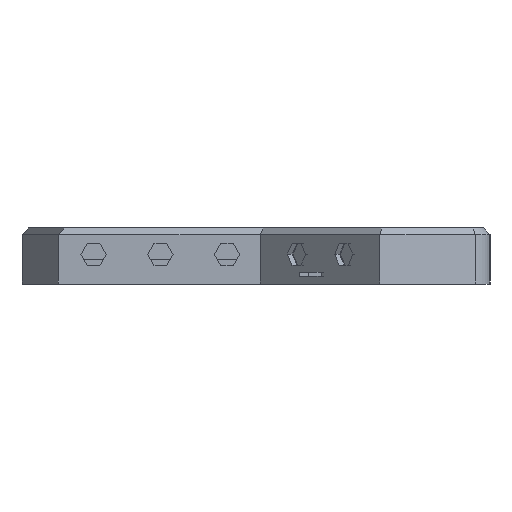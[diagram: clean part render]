
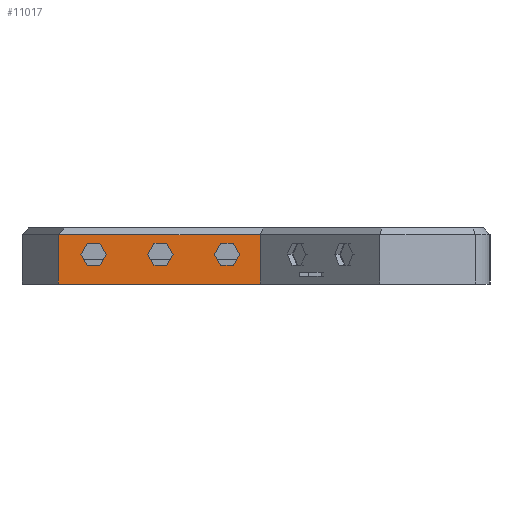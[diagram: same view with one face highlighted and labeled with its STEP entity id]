
A CAD part, left-side view. The second image highlights one B-rep face of the part: STEP entity #11017.
In plain terms, the highlighted planar face has unit normal (-1, 0, 0).
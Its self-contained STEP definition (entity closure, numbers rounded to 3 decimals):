
#83=FACE_BOUND('',#1314,.T.);
#84=FACE_BOUND('',#1315,.T.);
#85=FACE_BOUND('',#1316,.T.);
#681=FACE_OUTER_BOUND('',#1313,.T.);
#1313=EDGE_LOOP('',(#8878,#8879,#8880,#8881));
#1314=EDGE_LOOP('',(#8882,#8883,#8884,#8885,#8886,#8887));
#1315=EDGE_LOOP('',(#8888,#8889,#8890,#8891,#8892,#8893));
#1316=EDGE_LOOP('',(#8894,#8895,#8896,#8897,#8898,#8899));
#2419=LINE('',#16603,#3853);
#2456=LINE('',#16695,#3890);
#2457=LINE('',#16698,#3891);
#2458=LINE('',#16699,#3892);
#2459=LINE('',#16702,#3893);
#2460=LINE('',#16704,#3894);
#2461=LINE('',#16706,#3895);
#2462=LINE('',#16708,#3896);
#2463=LINE('',#16710,#3897);
#2464=LINE('',#16711,#3898);
#2465=LINE('',#16714,#3899);
#2466=LINE('',#16716,#3900);
#2467=LINE('',#16718,#3901);
#2468=LINE('',#16720,#3902);
#2469=LINE('',#16722,#3903);
#2470=LINE('',#16723,#3904);
#2471=LINE('',#16726,#3905);
#2472=LINE('',#16728,#3906);
#2473=LINE('',#16730,#3907);
#2474=LINE('',#16732,#3908);
#2475=LINE('',#16734,#3909);
#2476=LINE('',#16735,#3910);
#3853=VECTOR('',#13556,10.);
#3890=VECTOR('',#13661,10.);
#3891=VECTOR('',#13664,10.);
#3892=VECTOR('',#13665,10.);
#3893=VECTOR('',#13666,10.);
#3894=VECTOR('',#13667,10.);
#3895=VECTOR('',#13668,10.);
#3896=VECTOR('',#13669,10.);
#3897=VECTOR('',#13670,10.);
#3898=VECTOR('',#13671,10.);
#3899=VECTOR('',#13672,10.);
#3900=VECTOR('',#13673,10.);
#3901=VECTOR('',#13674,10.);
#3902=VECTOR('',#13675,10.);
#3903=VECTOR('',#13676,10.);
#3904=VECTOR('',#13677,10.);
#3905=VECTOR('',#13678,10.);
#3906=VECTOR('',#13679,10.);
#3907=VECTOR('',#13680,10.);
#3908=VECTOR('',#13681,10.);
#3909=VECTOR('',#13682,10.);
#3910=VECTOR('',#13683,10.);
#5068=VERTEX_POINT('',#16596);
#5070=VERTEX_POINT('',#16602);
#5091=VERTEX_POINT('',#16693);
#5092=VERTEX_POINT('',#16697);
#5093=VERTEX_POINT('',#16700);
#5094=VERTEX_POINT('',#16701);
#5095=VERTEX_POINT('',#16703);
#5096=VERTEX_POINT('',#16705);
#5097=VERTEX_POINT('',#16707);
#5098=VERTEX_POINT('',#16709);
#5099=VERTEX_POINT('',#16712);
#5100=VERTEX_POINT('',#16713);
#5101=VERTEX_POINT('',#16715);
#5102=VERTEX_POINT('',#16717);
#5103=VERTEX_POINT('',#16719);
#5104=VERTEX_POINT('',#16721);
#5105=VERTEX_POINT('',#16724);
#5106=VERTEX_POINT('',#16725);
#5107=VERTEX_POINT('',#16727);
#5108=VERTEX_POINT('',#16729);
#5109=VERTEX_POINT('',#16731);
#5110=VERTEX_POINT('',#16733);
#6387=EDGE_CURVE('',#5070,#5068,#2419,.T.);
#6434=EDGE_CURVE('',#5091,#5068,#2456,.T.);
#6435=EDGE_CURVE('',#5091,#5092,#2457,.T.);
#6436=EDGE_CURVE('',#5092,#5070,#2458,.T.);
#6437=EDGE_CURVE('',#5093,#5094,#2459,.T.);
#6438=EDGE_CURVE('',#5095,#5093,#2460,.T.);
#6439=EDGE_CURVE('',#5096,#5095,#2461,.T.);
#6440=EDGE_CURVE('',#5097,#5096,#2462,.T.);
#6441=EDGE_CURVE('',#5098,#5097,#2463,.T.);
#6442=EDGE_CURVE('',#5094,#5098,#2464,.T.);
#6443=EDGE_CURVE('',#5099,#5100,#2465,.T.);
#6444=EDGE_CURVE('',#5101,#5099,#2466,.T.);
#6445=EDGE_CURVE('',#5102,#5101,#2467,.T.);
#6446=EDGE_CURVE('',#5103,#5102,#2468,.T.);
#6447=EDGE_CURVE('',#5104,#5103,#2469,.T.);
#6448=EDGE_CURVE('',#5100,#5104,#2470,.T.);
#6449=EDGE_CURVE('',#5105,#5106,#2471,.T.);
#6450=EDGE_CURVE('',#5107,#5105,#2472,.T.);
#6451=EDGE_CURVE('',#5108,#5107,#2473,.T.);
#6452=EDGE_CURVE('',#5109,#5108,#2474,.T.);
#6453=EDGE_CURVE('',#5110,#5109,#2475,.T.);
#6454=EDGE_CURVE('',#5106,#5110,#2476,.T.);
#8878=ORIENTED_EDGE('',*,*,#6387,.T.);
#8879=ORIENTED_EDGE('',*,*,#6434,.F.);
#8880=ORIENTED_EDGE('',*,*,#6435,.T.);
#8881=ORIENTED_EDGE('',*,*,#6436,.T.);
#8882=ORIENTED_EDGE('',*,*,#6437,.F.);
#8883=ORIENTED_EDGE('',*,*,#6438,.F.);
#8884=ORIENTED_EDGE('',*,*,#6439,.F.);
#8885=ORIENTED_EDGE('',*,*,#6440,.F.);
#8886=ORIENTED_EDGE('',*,*,#6441,.F.);
#8887=ORIENTED_EDGE('',*,*,#6442,.F.);
#8888=ORIENTED_EDGE('',*,*,#6443,.F.);
#8889=ORIENTED_EDGE('',*,*,#6444,.F.);
#8890=ORIENTED_EDGE('',*,*,#6445,.F.);
#8891=ORIENTED_EDGE('',*,*,#6446,.F.);
#8892=ORIENTED_EDGE('',*,*,#6447,.F.);
#8893=ORIENTED_EDGE('',*,*,#6448,.F.);
#8894=ORIENTED_EDGE('',*,*,#6449,.F.);
#8895=ORIENTED_EDGE('',*,*,#6450,.F.);
#8896=ORIENTED_EDGE('',*,*,#6451,.F.);
#8897=ORIENTED_EDGE('',*,*,#6452,.F.);
#8898=ORIENTED_EDGE('',*,*,#6453,.F.);
#8899=ORIENTED_EDGE('',*,*,#6454,.F.);
#10473=PLANE('',#11688);
#11017=ADVANCED_FACE('',(#681,#83,#84,#85),#10473,.F.);
#11688=AXIS2_PLACEMENT_3D('',#16696,#13662,#13663);
#13556=DIRECTION('',(0.,1.,0.));
#13661=DIRECTION('',(0.,0.,1.));
#13662=DIRECTION('center_axis',(1.,0.,0.));
#13663=DIRECTION('ref_axis',(0.,-1.,0.));
#13664=DIRECTION('',(0.,-1.,0.));
#13665=DIRECTION('',(0.,0.,1.));
#13666=DIRECTION('',(0.,0.5,0.866));
#13667=DIRECTION('',(0.,-0.5,0.866));
#13668=DIRECTION('',(0.,-1.,0.));
#13669=DIRECTION('',(0.,-0.5,-0.866));
#13670=DIRECTION('',(0.,0.5,-0.866));
#13671=DIRECTION('',(0.,1.,0.));
#13672=DIRECTION('',(0.,1.,-0.001));
#13673=DIRECTION('',(0.,0.501,0.865));
#13674=DIRECTION('',(0.,-0.499,0.867));
#13675=DIRECTION('',(0.,-1.,0.001));
#13676=DIRECTION('',(0.,-0.501,-0.865));
#13677=DIRECTION('',(0.,0.499,-0.867));
#13678=DIRECTION('',(0.,0.501,0.865));
#13679=DIRECTION('',(0.,-0.499,0.867));
#13680=DIRECTION('',(0.,-1.,0.001));
#13681=DIRECTION('',(0.,-0.501,-0.865));
#13682=DIRECTION('',(0.,0.499,-0.867));
#13683=DIRECTION('',(0.,1.,-0.001));
#16596=CARTESIAN_POINT('',(-110.5,-18.696,3.9));
#16602=CARTESIAN_POINT('',(-110.5,-64.091,3.9));
#16603=CARTESIAN_POINT('',(-110.5,-40.903,3.9));
#16693=CARTESIAN_POINT('',(-110.5,-18.696,-7.2));
#16695=CARTESIAN_POINT('',(-110.5,-18.696,-1.6));
#16696=CARTESIAN_POINT('Origin',(-110.5,-18.696,-1.6));
#16697=CARTESIAN_POINT('',(-110.5,-64.091,-7.2));
#16698=CARTESIAN_POINT('',(-110.5,-64.091,-7.2));
#16699=CARTESIAN_POINT('',(-110.5,-64.091,-1.6));
#16700=CARTESIAN_POINT('',(-110.5,-29.449,-0.5));
#16701=CARTESIAN_POINT('',(-110.5,-28.02,1.975));
#16702=CARTESIAN_POINT('',(-110.5,-28.343,1.416));
#16703=CARTESIAN_POINT('',(-110.5,-28.02,-2.975));
#16704=CARTESIAN_POINT('',(-110.5,-27.152,-4.478));
#16705=CARTESIAN_POINT('',(-110.5,-25.162,-2.975));
#16706=CARTESIAN_POINT('',(-110.5,-21.929,-2.975));
#16707=CARTESIAN_POINT('',(-110.5,-23.733,-0.5));
#16708=CARTESIAN_POINT('',(-110.5,-23.342,0.178));
#16709=CARTESIAN_POINT('',(-110.5,-25.162,1.975));
#16710=CARTESIAN_POINT('',(-110.5,-23.58,-0.766));
#16711=CARTESIAN_POINT('',(-110.5,-23.358,1.975));
#16712=CARTESIAN_POINT('',(-110.5,-43.017,1.977));
#16713=CARTESIAN_POINT('',(-110.5,-40.159,1.973));
#16714=CARTESIAN_POINT('',(-110.5,-30.854,1.961));
#16715=CARTESIAN_POINT('',(-110.5,-44.449,-0.496));
#16716=CARTESIAN_POINT('',(-110.5,-41.455,4.674));
#16717=CARTESIAN_POINT('',(-110.5,-43.023,-2.973));
#16718=CARTESIAN_POINT('',(-110.5,-40.293,-7.717));
#16719=CARTESIAN_POINT('',(-110.5,-40.166,-2.977));
#16720=CARTESIAN_POINT('',(-110.5,-29.432,-2.991));
#16721=CARTESIAN_POINT('',(-110.5,-38.733,-0.504));
#16722=CARTESIAN_POINT('',(-110.5,-36.455,3.43));
#16723=CARTESIAN_POINT('',(-110.5,-36.716,-4.009));
#16724=CARTESIAN_POINT('',(-110.5,-59.449,-0.496));
#16725=CARTESIAN_POINT('',(-110.5,-58.017,1.977));
#16726=CARTESIAN_POINT('',(-110.5,-54.572,7.927));
#16727=CARTESIAN_POINT('',(-110.5,-58.023,-2.973));
#16728=CARTESIAN_POINT('',(-110.5,-53.426,-10.959));
#16729=CARTESIAN_POINT('',(-110.5,-55.166,-2.977));
#16730=CARTESIAN_POINT('',(-110.5,-36.932,-3.));
#16731=CARTESIAN_POINT('',(-110.5,-53.733,-0.504));
#16732=CARTESIAN_POINT('',(-110.5,-49.572,6.683));
#16733=CARTESIAN_POINT('',(-110.5,-55.159,1.973));
#16734=CARTESIAN_POINT('',(-110.5,-49.849,-7.252));
#16735=CARTESIAN_POINT('',(-110.5,-38.354,1.952));
